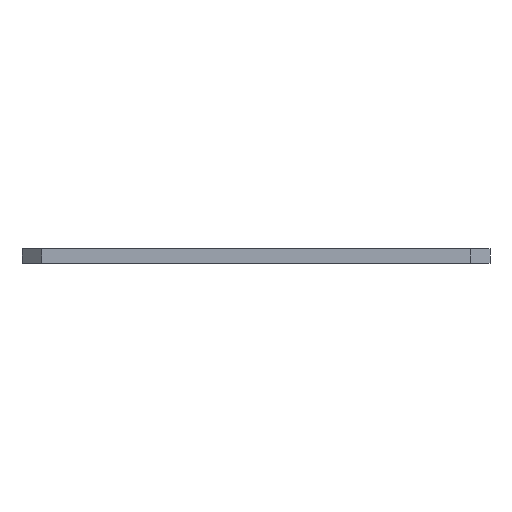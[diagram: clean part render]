
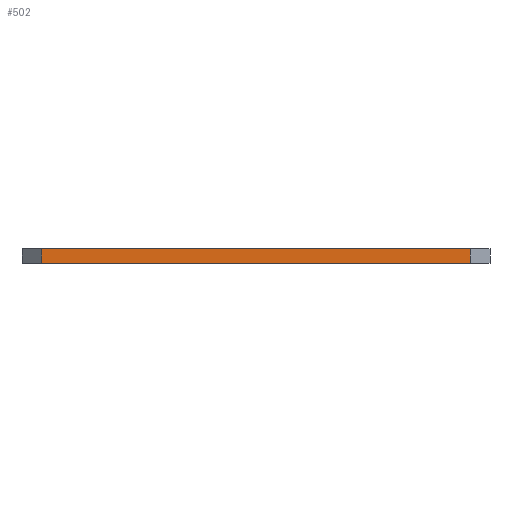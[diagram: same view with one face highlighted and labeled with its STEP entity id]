
A CAD part, front view. The second image highlights one B-rep face of the part: STEP entity #502.
In plain terms, the highlighted planar face has unit normal (0, -1, 0).
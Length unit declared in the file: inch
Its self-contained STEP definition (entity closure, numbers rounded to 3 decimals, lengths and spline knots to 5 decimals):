
#5 = DIRECTION ( 'NONE',  ( 0., 0., -1. ) ) ;
#6 = DIRECTION ( 'NONE',  ( 1., 0., 0. ) ) ;
#55 = CARTESIAN_POINT ( 'NONE',  ( -1.5, -0.5, -0.09 ) ) ;
#57 = PLANE ( 'NONE',  #1196 ) ;
#105 = VECTOR ( 'NONE', #6, 39.37008 ) ;
#145 = CARTESIAN_POINT ( 'NONE',  ( 1.375, -0.5, -0.09 ) ) ;
#178 = VERTEX_POINT ( 'NONE', #412 ) ;
#195 = EDGE_LOOP ( 'NONE', ( #512, #531, #1305, #734 ) ) ;
#239 = CARTESIAN_POINT ( 'NONE',  ( -1.375, -0.5, -0.09 ) ) ;
#269 = EDGE_CURVE ( 'NONE', #788, #1306, #340, .T. ) ;
#311 = EDGE_CURVE ( 'NONE', #1306, #1230, #312, .T. ) ;
#312 = LINE ( 'NONE', #1093, #796 ) ;
#340 = LINE ( 'NONE', #55, #846 ) ;
#412 = CARTESIAN_POINT ( 'NONE',  ( -1.375, -0.5, 0. ) ) ;
#502 = ADVANCED_FACE ( 'NONE', ( #902 ), #57, .T. ) ;
#512 = ORIENTED_EDGE ( 'NONE', *, *, #1021, .F. ) ;
#528 = CARTESIAN_POINT ( 'NONE',  ( -1.5, -0.5, 0. ) ) ;
#531 = ORIENTED_EDGE ( 'NONE', *, *, #1312, .T. ) ;
#578 = CARTESIAN_POINT ( 'NONE',  ( -1.5, -0.5, -0.09 ) ) ;
#606 = VECTOR ( 'NONE', #755, 39.37008 ) ;
#684 = DIRECTION ( 'NONE',  ( 0., 0., 1. ) ) ;
#725 = CARTESIAN_POINT ( 'NONE',  ( 1.375, -0.5, 0. ) ) ;
#734 = ORIENTED_EDGE ( 'NONE', *, *, #311, .T. ) ;
#755 = DIRECTION ( 'NONE',  ( 0., 0., -1. ) ) ;
#788 = VERTEX_POINT ( 'NONE', #1283 ) ;
#796 = VECTOR ( 'NONE', #684, 39.37008 ) ;
#846 = VECTOR ( 'NONE', #1282, 39.37008 ) ;
#902 = FACE_OUTER_BOUND ( 'NONE', #195, .T. ) ;
#979 = DIRECTION ( 'NONE',  ( 0., -1., 0. ) ) ;
#1021 = EDGE_CURVE ( 'NONE', #178, #1230, #1195, .T. ) ;
#1093 = CARTESIAN_POINT ( 'NONE',  ( 1.375, -0.5, -0.09 ) ) ;
#1142 = LINE ( 'NONE', #239, #606 ) ;
#1195 = LINE ( 'NONE', #528, #105 ) ;
#1196 = AXIS2_PLACEMENT_3D ( 'NONE', #578, #979, #5 ) ;
#1230 = VERTEX_POINT ( 'NONE', #725 ) ;
#1282 = DIRECTION ( 'NONE',  ( 1., 0., 0. ) ) ;
#1283 = CARTESIAN_POINT ( 'NONE',  ( -1.375, -0.5, -0.09 ) ) ;
#1305 = ORIENTED_EDGE ( 'NONE', *, *, #269, .T. ) ;
#1306 = VERTEX_POINT ( 'NONE', #145 ) ;
#1312 = EDGE_CURVE ( 'NONE', #178, #788, #1142, .T. ) ;
